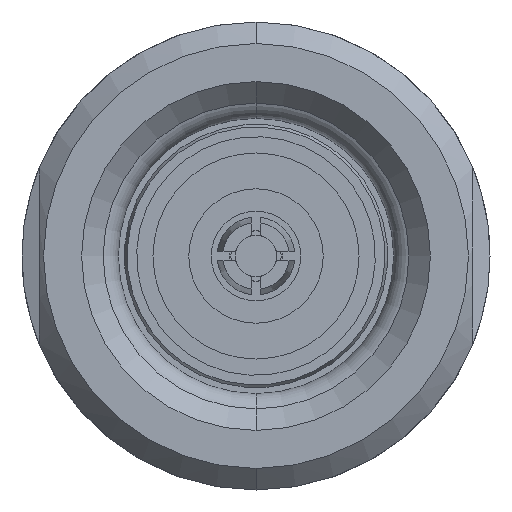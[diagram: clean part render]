
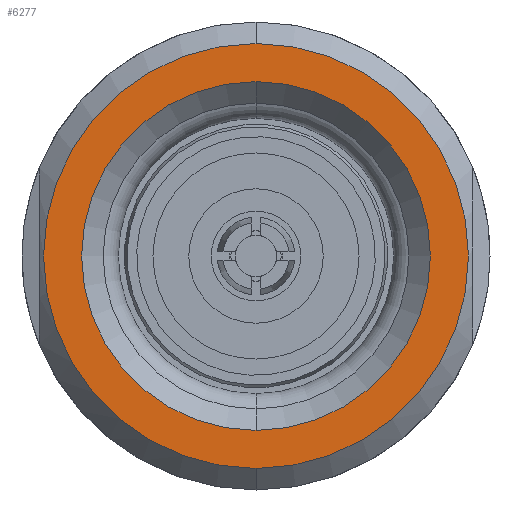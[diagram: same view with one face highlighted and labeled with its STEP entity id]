
A CAD part, front view. The second image highlights one B-rep face of the part: STEP entity #6277.
In plain terms, the highlighted planar face has unit normal (0, -1, 0).
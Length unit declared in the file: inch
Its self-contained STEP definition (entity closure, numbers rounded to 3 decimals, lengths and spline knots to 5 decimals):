
#359 = CIRCLE ( 'NONE', #8135, 0.6165 ) ;
#381 = CIRCLE ( 'NONE', #8215, 0.506 ) ;
#739 = CARTESIAN_POINT ( 'NONE',  ( 0., 0., 0.6165 ) ) ;
#762 = CARTESIAN_POINT ( 'NONE',  ( 0., 0., -0.506 ) ) ;
#773 = CARTESIAN_POINT ( 'NONE',  ( 0., 0., 0.506 ) ) ;
#864 = CARTESIAN_POINT ( 'NONE',  ( 0., 0., -0.6165 ) ) ;
#1490 = PLANE ( 'NONE',  #3543 ) ;
#1519 = CARTESIAN_POINT ( 'NONE',  ( 0., 0., 0. ) ) ;
#1535 = DIRECTION ( 'NONE',  ( 0., 1., 0. ) ) ;
#1537 = DIRECTION ( 'NONE',  ( 0., 0., 1. ) ) ;
#1862 = FACE_BOUND ( 'NONE', #9083, .T. ) ;
#1890 = FACE_OUTER_BOUND ( 'NONE', #9089, .T. ) ;
#2910 = EDGE_CURVE ( 'NONE', #10274, #10286, #359, .T. ) ;
#2941 = EDGE_CURVE ( 'NONE', #10350, #10321, #381, .T. ) ;
#2961 = CARTESIAN_POINT ( 'NONE',  ( 0., 0., 0. ) ) ;
#2963 = DIRECTION ( 'NONE',  ( 0., -1., 0. ) ) ;
#2964 = DIRECTION ( 'NONE',  ( 0., 0., 1. ) ) ;
#3055 = CARTESIAN_POINT ( 'NONE',  ( 0., 0., 0. ) ) ;
#3057 = DIRECTION ( 'NONE',  ( 0., 1., 0. ) ) ;
#3059 = DIRECTION ( 'NONE',  ( 0., 0., 1. ) ) ;
#3543 = AXIS2_PLACEMENT_3D ( 'NONE', #1519, #1535, #1537 ) ;
#3731 = AXIS2_PLACEMENT_3D ( 'NONE', #2961, #2963, #2964 ) ;
#3741 = AXIS2_PLACEMENT_3D ( 'NONE', #3055, #3057, #3059 ) ;
#6277 = ADVANCED_FACE ( 'NONE', ( #1862, #1890 ), #1490, .F. ) ;
#6336 = DIRECTION ( 'NONE',  ( 0., -1., 0. ) ) ;
#6430 = DIRECTION ( 'NONE',  ( 0., 0., 1. ) ) ;
#6614 = CARTESIAN_POINT ( 'NONE',  ( 0., 0., 0. ) ) ;
#6679 = DIRECTION ( 'NONE',  ( 0., 0., 1. ) ) ;
#6680 = DIRECTION ( 'NONE',  ( 0., 1., 0. ) ) ;
#6681 = CARTESIAN_POINT ( 'NONE',  ( 0., 0., 0. ) ) ;
#7806 = CIRCLE ( 'NONE', #3731, 0.6165 ) ;
#7817 = CIRCLE ( 'NONE', #3741, 0.506 ) ;
#8135 = AXIS2_PLACEMENT_3D ( 'NONE', #6614, #6336, #6430 ) ;
#8215 = AXIS2_PLACEMENT_3D ( 'NONE', #6681, #6680, #6679 ) ;
#8399 = EDGE_CURVE ( 'NONE', #10286, #10274, #7806, .T. ) ;
#8408 = EDGE_CURVE ( 'NONE', #10321, #10350, #7817, .T. ) ;
#9083 = EDGE_LOOP ( 'NONE', ( #10243, #10239 ) ) ;
#9089 = EDGE_LOOP ( 'NONE', ( #9922, #9924 ) ) ;
#9922 = ORIENTED_EDGE ( 'NONE', *, *, #8399, .T. ) ;
#9924 = ORIENTED_EDGE ( 'NONE', *, *, #2910, .T. ) ;
#10239 = ORIENTED_EDGE ( 'NONE', *, *, #8408, .T. ) ;
#10243 = ORIENTED_EDGE ( 'NONE', *, *, #2941, .T. ) ;
#10274 = VERTEX_POINT ( 'NONE', #864 ) ;
#10286 = VERTEX_POINT ( 'NONE', #739 ) ;
#10321 = VERTEX_POINT ( 'NONE', #773 ) ;
#10350 = VERTEX_POINT ( 'NONE', #762 ) ;
